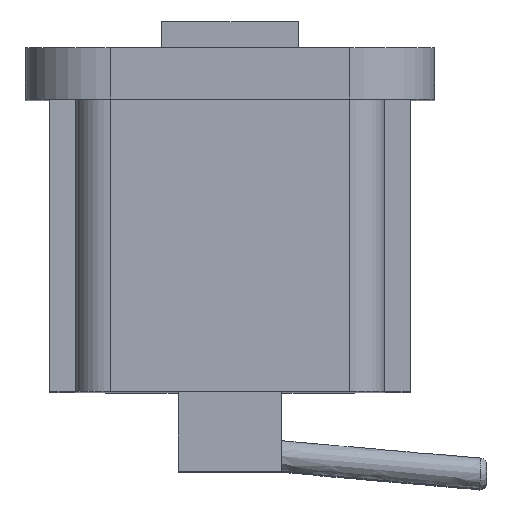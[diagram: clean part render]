
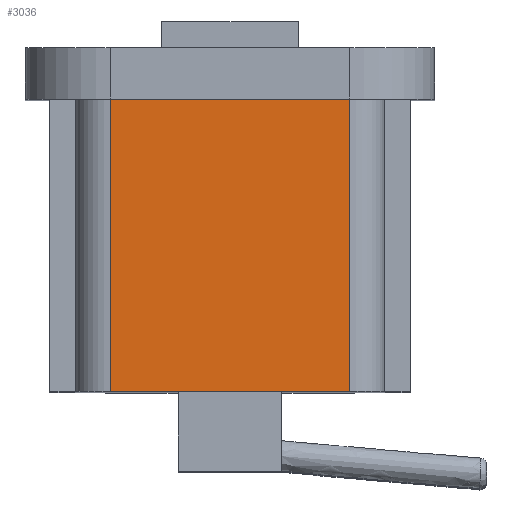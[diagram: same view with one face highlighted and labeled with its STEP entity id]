
A CAD part, top view. The second image highlights one B-rep face of the part: STEP entity #3036.
In plain terms, the highlighted planar face has unit normal (0, 0, 1).
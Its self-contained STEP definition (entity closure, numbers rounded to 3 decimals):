
#172=PLANE('',#3293);
#470=LINE('',#5527,#784);
#471=LINE('',#5530,#785);
#472=LINE('',#5532,#786);
#473=LINE('',#5533,#787);
#784=VECTOR('',#4029,10.);
#785=VECTOR('',#4032,10.);
#786=VECTOR('',#4033,10.);
#787=VECTOR('',#4034,10.);
#978=FACE_OUTER_BOUND('',#1159,.T.);
#1159=EDGE_LOOP('',(#2691,#2692,#2693,#2694));
#1536=VERTEX_POINT('',#5523);
#1537=VERTEX_POINT('',#5525);
#1538=VERTEX_POINT('',#5529);
#1539=VERTEX_POINT('',#5531);
#1945=EDGE_CURVE('',#1536,#1537,#470,.T.);
#1946=EDGE_CURVE('',#1536,#1538,#471,.T.);
#1947=EDGE_CURVE('',#1539,#1537,#472,.T.);
#1948=EDGE_CURVE('',#1538,#1539,#473,.T.);
#2691=ORIENTED_EDGE('',*,*,#1946,.F.);
#2692=ORIENTED_EDGE('',*,*,#1945,.T.);
#2693=ORIENTED_EDGE('',*,*,#1947,.F.);
#2694=ORIENTED_EDGE('',*,*,#1948,.F.);
#3036=ADVANCED_FACE('',(#978),#172,.T.);
#3293=AXIS2_PLACEMENT_3D('',#5528,#4030,#4031);
#4029=DIRECTION('',(0.,-1.,0.));
#4030=DIRECTION('center_axis',(0.,0.,1.));
#4031=DIRECTION('ref_axis',(-1.,0.,0.));
#4032=DIRECTION('',(1.,0.,0.));
#4033=DIRECTION('',(-1.,0.,0.));
#4034=DIRECTION('',(0.,-1.,0.));
#5523=CARTESIAN_POINT('',(3.3,-2.,40.7));
#5525=CARTESIAN_POINT('',(3.3,-13.35,40.7));
#5527=CARTESIAN_POINT('',(3.3,-2.,40.7));
#5528=CARTESIAN_POINT('Origin',(12.6,-2.,40.7));
#5529=CARTESIAN_POINT('',(12.6,-2.,40.7));
#5530=CARTESIAN_POINT('',(10.275,-2.,40.7));
#5531=CARTESIAN_POINT('',(12.6,-13.35,40.7));
#5532=CARTESIAN_POINT('',(12.6,-13.35,40.7));
#5533=CARTESIAN_POINT('',(12.6,-2.,40.7));
